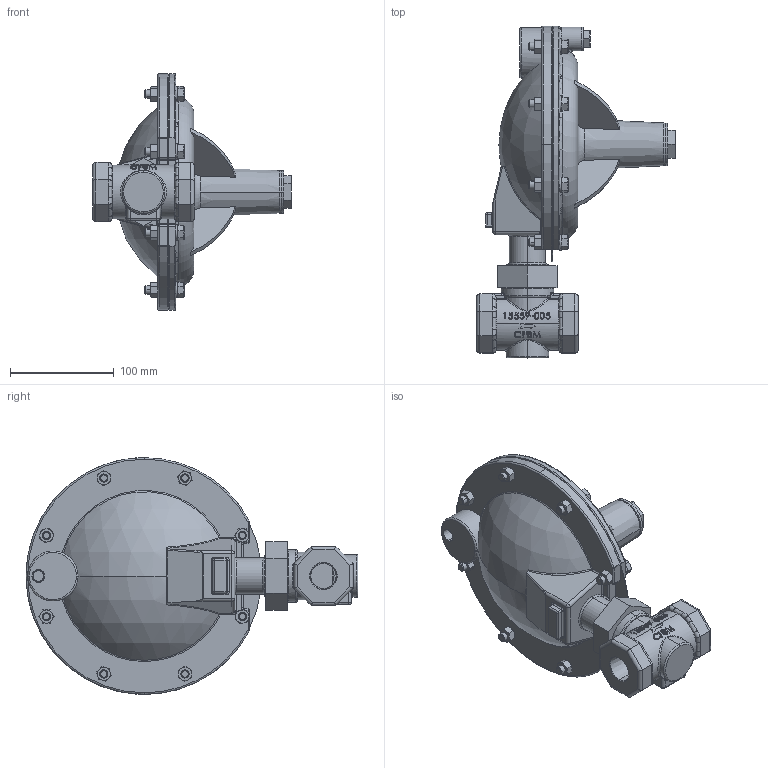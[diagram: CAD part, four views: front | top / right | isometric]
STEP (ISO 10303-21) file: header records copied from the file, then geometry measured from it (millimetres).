
FILE_DESCRIPTION (( 'STEP AP203' ), '1' );
FILE_NAME ('608IS-075-CS+S6-PT.STEP', '2017-09-07T14:25:41', ( '' ), ( '' ), 'SwSTEP 2.0', 'SolidWorks 2014', '' );
FILE_SCHEMA (( 'CONFIG_CONTROL_DESIGN' ));
Length unit declared in the file: inch
Products named in the file (1): 608IS-075-CS+S6-PT
Bounding box: 191.99 x 320.52 x 228.6 mm (x, y, z)
Volume: 2186945.3 mm3; surface area: 197479.9 mm2
Topology: 1 solids, 1 shells, 1035 faces, 2537 edges, 1547 vertices
Faces by surface type: plane 349, cylinder 240, cone 184, bspline 162, torus 80, sphere 20
Entity records: 58250 total; most frequent: CARTESIAN_POINT 35741, ORIENTED_EDGE 5040, DIRECTION 4134, EDGE_CURVE 2520, AXIS2_PLACEMENT_3D 1672, VERTEX_POINT 1547, EDGE_LOOP 1115, FACE_OUTER_BOUND 1036
